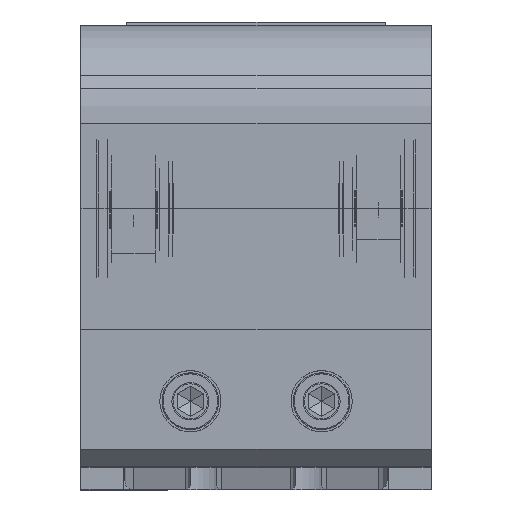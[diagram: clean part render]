
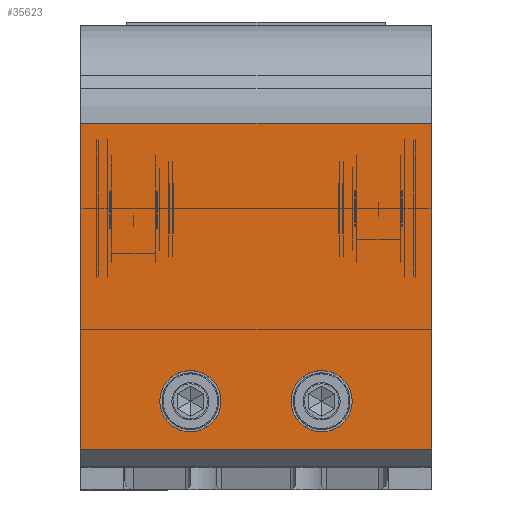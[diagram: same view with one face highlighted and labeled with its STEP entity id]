
A CAD part, top view. The second image highlights one B-rep face of the part: STEP entity #35623.
In plain terms, the highlighted planar face has unit normal (0, 0, 1).
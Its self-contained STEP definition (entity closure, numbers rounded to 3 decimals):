
#771 = DIRECTION ( 'NONE',  ( 0., -1., 0. ) ) ;
#1466 = DIRECTION ( 'NONE',  ( 0., -1., 0. ) ) ;
#2977 = LINE ( 'NONE', #152436, #141977 ) ;
#4142 = DIRECTION ( 'NONE',  ( 0., 0., 1. ) ) ;
#5979 = CARTESIAN_POINT ( 'NONE',  ( 185.798, 237.738, 570.351 ) ) ;
#7033 = FACE_BOUND ( 'NONE', #216023, .T. ) ;
#7752 = CARTESIAN_POINT ( 'NONE',  ( 123.798, 174.238, 570.351 ) ) ;
#14309 = CIRCLE ( 'NONE', #248638, 7. ) ;
#21874 = CARTESIAN_POINT ( 'NONE',  ( 153.798, 174.238, 570.351 ) ) ;
#22757 = LINE ( 'NONE', #90518, #124119 ) ;
#25837 = CIRCLE ( 'NONE', #133973, 7. ) ;
#26521 = ORIENTED_EDGE ( 'NONE', *, *, #43087, .T. ) ;
#28374 = CARTESIAN_POINT ( 'NONE',  ( 137.798, 174.238, 570.351 ) ) ;
#30691 = CIRCLE ( 'NONE', #111870, 7. ) ;
#30705 = EDGE_CURVE ( 'NONE', #200821, #125726, #25837, .T. ) ;
#34606 = CARTESIAN_POINT ( 'NONE',  ( 185.798, 163.238, 570.351 ) ) ;
#35623 = ADVANCED_FACE ( 'NONE', ( #242482, #7033, #203004 ), #245261, .F. ) ;
#38065 = EDGE_LOOP ( 'NONE', ( #96357, #189194 ) ) ;
#42632 = EDGE_LOOP ( 'NONE', ( #26521, #149347, #120251, #86185 ) ) ;
#43087 = EDGE_CURVE ( 'NONE', #106871, #181889, #193237, .T. ) ;
#43834 = CARTESIAN_POINT ( 'NONE',  ( 105.798, 159.238, 570.351 ) ) ;
#45121 = DIRECTION ( 'NONE',  ( 0., 0., 1. ) ) ;
#49410 = CARTESIAN_POINT ( 'NONE',  ( 185.798, 159.238, 570.351 ) ) ;
#52733 = VERTEX_POINT ( 'NONE', #21874 ) ;
#69136 = CARTESIAN_POINT ( 'NONE',  ( 130.798, 174.238, 570.351 ) ) ;
#73706 = EDGE_CURVE ( 'NONE', #52733, #88338, #256924, .T. ) ;
#86185 = ORIENTED_EDGE ( 'NONE', *, *, #267318, .T. ) ;
#88338 = VERTEX_POINT ( 'NONE', #206294 ) ;
#90518 = CARTESIAN_POINT ( 'NONE',  ( 185.798, 163.238, 570.351 ) ) ;
#91029 = LINE ( 'NONE', #107979, #216196 ) ;
#93124 = DIRECTION ( 'NONE',  ( -1., 0., 0. ) ) ;
#96357 = ORIENTED_EDGE ( 'NONE', *, *, #233075, .F. ) ;
#97847 = DIRECTION ( 'NONE',  ( 0., 0., 1. ) ) ;
#99845 = AXIS2_PLACEMENT_3D ( 'NONE', #49410, #239734, #93124 ) ;
#102928 = VERTEX_POINT ( 'NONE', #34606 ) ;
#105497 = DIRECTION ( 'NONE',  ( 1., 0., 0. ) ) ;
#106871 = VERTEX_POINT ( 'NONE', #190220 ) ;
#107979 = CARTESIAN_POINT ( 'NONE',  ( 185.798, 159.238, 570.351 ) ) ;
#108807 = DIRECTION ( 'NONE',  ( -1., 0., 0. ) ) ;
#111870 = AXIS2_PLACEMENT_3D ( 'NONE', #156381, #45121, #157768 ) ;
#116292 = ORIENTED_EDGE ( 'NONE', *, *, #73706, .F. ) ;
#119078 = CARTESIAN_POINT ( 'NONE',  ( 160.798, 174.238, 570.351 ) ) ;
#119877 = EDGE_CURVE ( 'NONE', #88338, #52733, #14309, .T. ) ;
#120251 = ORIENTED_EDGE ( 'NONE', *, *, #194001, .F. ) ;
#120505 = DIRECTION ( 'NONE',  ( 1., 0., 0. ) ) ;
#124119 = VECTOR ( 'NONE', #153880, 1000. ) ;
#125300 = CARTESIAN_POINT ( 'NONE',  ( 160.798, 174.238, 570.351 ) ) ;
#125726 = VERTEX_POINT ( 'NONE', #28374 ) ;
#133973 = AXIS2_PLACEMENT_3D ( 'NONE', #69136, #4142, #155005 ) ;
#141977 = VECTOR ( 'NONE', #108807, 1000. ) ;
#149347 = ORIENTED_EDGE ( 'NONE', *, *, #248201, .T. ) ;
#152436 = CARTESIAN_POINT ( 'NONE',  ( 185.798, 237.738, 570.351 ) ) ;
#152513 = CARTESIAN_POINT ( 'NONE',  ( 105.798, 163.238, 570.351 ) ) ;
#153880 = DIRECTION ( 'NONE',  ( 1., 0., 0. ) ) ;
#155005 = DIRECTION ( 'NONE',  ( 1., 0., 0. ) ) ;
#156381 = CARTESIAN_POINT ( 'NONE',  ( 130.798, 174.238, 570.351 ) ) ;
#157768 = DIRECTION ( 'NONE',  ( 1., 0., 0. ) ) ;
#181889 = VERTEX_POINT ( 'NONE', #152513 ) ;
#189194 = ORIENTED_EDGE ( 'NONE', *, *, #30705, .F. ) ;
#190220 = CARTESIAN_POINT ( 'NONE',  ( 105.798, 237.738, 570.351 ) ) ;
#191435 = DIRECTION ( 'NONE',  ( 0., 0., 1. ) ) ;
#193237 = LINE ( 'NONE', #43834, #239650 ) ;
#194001 = EDGE_CURVE ( 'NONE', #209290, #102928, #91029, .T. ) ;
#200821 = VERTEX_POINT ( 'NONE', #7752 ) ;
#203004 = FACE_OUTER_BOUND ( 'NONE', #42632, .T. ) ;
#206294 = CARTESIAN_POINT ( 'NONE',  ( 167.798, 174.238, 570.351 ) ) ;
#209290 = VERTEX_POINT ( 'NONE', #5979 ) ;
#216023 = EDGE_LOOP ( 'NONE', ( #274865, #116292 ) ) ;
#216196 = VECTOR ( 'NONE', #771, 1000. ) ;
#233075 = EDGE_CURVE ( 'NONE', #125726, #200821, #30691, .T. ) ;
#239650 = VECTOR ( 'NONE', #1466, 1000. ) ;
#239734 = DIRECTION ( 'NONE',  ( 0., 0., -1. ) ) ;
#242482 = FACE_BOUND ( 'NONE', #38065, .T. ) ;
#245261 = PLANE ( 'NONE',  #99845 ) ;
#248201 = EDGE_CURVE ( 'NONE', #181889, #102928, #22757, .T. ) ;
#248638 = AXIS2_PLACEMENT_3D ( 'NONE', #125300, #191435, #105497 ) ;
#256924 = CIRCLE ( 'NONE', #261319, 7. ) ;
#261319 = AXIS2_PLACEMENT_3D ( 'NONE', #119078, #97847, #120505 ) ;
#267318 = EDGE_CURVE ( 'NONE', #209290, #106871, #2977, .T. ) ;
#274865 = ORIENTED_EDGE ( 'NONE', *, *, #119877, .F. ) ;
